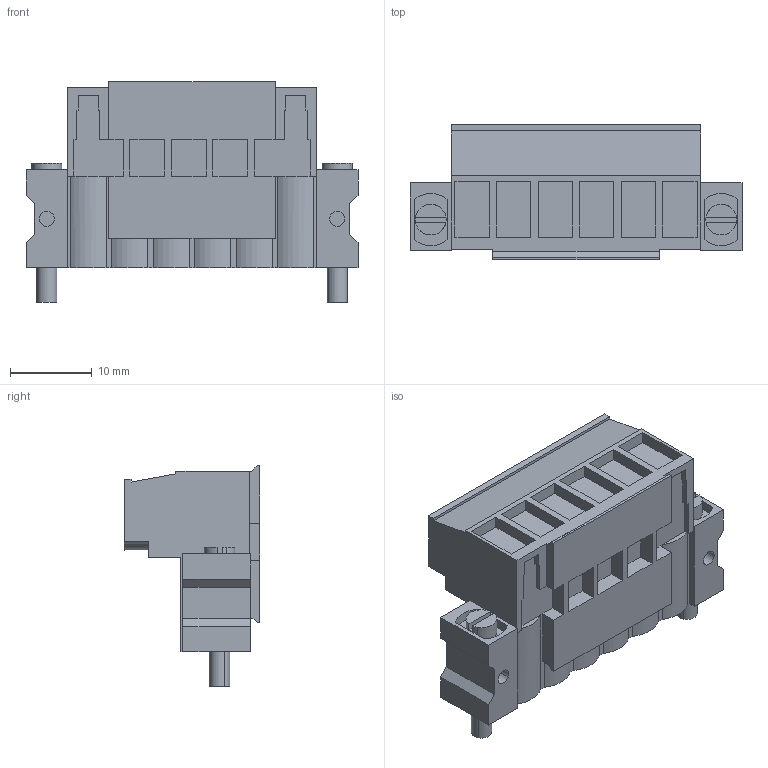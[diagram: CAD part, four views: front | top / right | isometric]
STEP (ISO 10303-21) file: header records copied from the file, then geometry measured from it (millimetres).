
FILE_DESCRIPTION(('CATIA V5 STEP','CAx-IF Rec.Pracs.--- Model Styling and Organization---1.2---2011-12-15'),'2;1');
FILE_NAME ('D1457452_0_1846250000_1846250000.stp','2017-06-01T07:44:34+00:00',('none'),('Weidmueller'),'CATIA Version 5-6 Release 2014','CATIA V5 STEP AP214','none');
FILE_SCHEMA(('AUTOMOTIVE_DESIGN { 1 0 10303 214 1 1 1 1 }'));
Length unit declared in the file: millimetre
Products named in the file (1): 1846250000
Bounding box: 40.6 x 16.6 x 26.98 mm (x, y, z)
Volume: 6601.2 mm3; surface area: 6088.7 mm2
Topology: 15 solids, 15 shells, 498 faces, 1336 edges, 904 vertices
Faces by surface type: plane 376, cylinder 98, extrusion 24
Entity records: 15198 total; most frequent: CARTESIAN_POINT 3366, ORIENTED_EDGE 2672, DIRECTION 1930, EDGE_CURVE 1336, VECTOR 1082, LINE 1058, VERTEX_POINT 904, EDGE_LOOP 550
